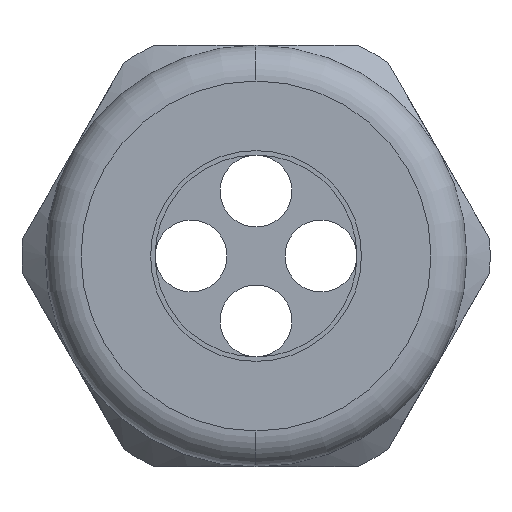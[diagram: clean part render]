
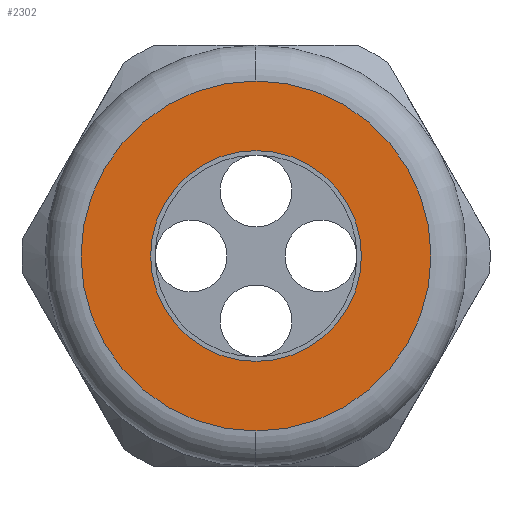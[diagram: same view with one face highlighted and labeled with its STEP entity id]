
A CAD part, left-side view. The second image highlights one B-rep face of the part: STEP entity #2302.
In plain terms, the highlighted planar face has unit normal (-1, 0, 0).
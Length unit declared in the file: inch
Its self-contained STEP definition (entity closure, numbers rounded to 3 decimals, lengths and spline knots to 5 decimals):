
#1746 = VERTEX_POINT ( 'NONE', #4011 ) ;
#1748 = EDGE_CURVE ( 'NONE', #1749, #1746, #4010, .T. ) ;
#1749 = VERTEX_POINT ( 'NONE', #4005 ) ;
#1801 = EDGE_CURVE ( 'NONE', #1802, #1803, #4092, .T. ) ;
#1802 = VERTEX_POINT ( 'NONE', #4088 ) ;
#1803 = VERTEX_POINT ( 'NONE', #4087 ) ;
#2283 = EDGE_LOOP ( 'NONE', ( #2284, #2286 ) ) ;
#2284 = ORIENTED_EDGE ( 'NONE', *, *, #2285, .T. ) ;
#2285 = EDGE_CURVE ( 'NONE', #1803, #1802, #5062, .T. ) ;
#2286 = ORIENTED_EDGE ( 'NONE', *, *, #1801, .T. ) ;
#2302 = ADVANCED_FACE ( 'NONE', ( #5083, #5082 ), #5081, .T. ) ;
#2303 = EDGE_LOOP ( 'NONE', ( #2359, #2360 ) ) ;
#2359 = ORIENTED_EDGE ( 'NONE', *, *, #1748, .T. ) ;
#2360 = ORIENTED_EDGE ( 'NONE', *, *, #2361, .T. ) ;
#2361 = EDGE_CURVE ( 'NONE', #1746, #1749, #5226, .T. ) ;
#4005 = CARTESIAN_POINT ( 'NONE',  ( -1.41, 0., 0.39 ) ) ;
#4006 = DIRECTION ( 'NONE',  ( 0., 0., 1. ) ) ;
#4007 = DIRECTION ( 'NONE',  ( -1., 0., 0. ) ) ;
#4008 = CARTESIAN_POINT ( 'NONE',  ( -1.41, 0., 0. ) ) ;
#4009 = AXIS2_PLACEMENT_3D ( 'NONE', #4008, #4007, #4006 ) ;
#4010 = CIRCLE ( 'NONE', #4009, 0.39 ) ;
#4011 = CARTESIAN_POINT ( 'NONE',  ( -1.41, 0., -0.39 ) ) ;
#4087 = CARTESIAN_POINT ( 'NONE',  ( -1.41, 0., -0.235 ) ) ;
#4088 = CARTESIAN_POINT ( 'NONE',  ( -1.41, 0., 0.235 ) ) ;
#4089 = DIRECTION ( 'NONE',  ( 0., 0., -1. ) ) ;
#4090 = DIRECTION ( 'NONE',  ( 1., 0., 0. ) ) ;
#4091 = AXIS2_PLACEMENT_3D ( 'NONE', #4098, #4090, #4089 ) ;
#4092 = CIRCLE ( 'NONE', #4091, 0.235 ) ;
#4098 = CARTESIAN_POINT ( 'NONE',  ( -1.41, 0., 0. ) ) ;
#5049 = DIRECTION ( 'NONE',  ( 0., 0., -1. ) ) ;
#5050 = DIRECTION ( 'NONE',  ( 1., 0., 0. ) ) ;
#5061 = AXIS2_PLACEMENT_3D ( 'NONE', #5064, #5050, #5049 ) ;
#5062 = CIRCLE ( 'NONE', #5061, 0.235 ) ;
#5064 = CARTESIAN_POINT ( 'NONE',  ( -1.41, 0., 0. ) ) ;
#5077 = DIRECTION ( 'NONE',  ( 0., 0., 1. ) ) ;
#5078 = DIRECTION ( 'NONE',  ( -1., 0., 0. ) ) ;
#5079 = CARTESIAN_POINT ( 'NONE',  ( -1.41, 0.47, 0. ) ) ;
#5080 = AXIS2_PLACEMENT_3D ( 'NONE', #5079, #5078, #5077 ) ;
#5081 = PLANE ( 'NONE',  #5080 ) ;
#5082 = FACE_BOUND ( 'NONE', #2283, .T. ) ;
#5083 = FACE_OUTER_BOUND ( 'NONE', #2303, .T. ) ;
#5222 = DIRECTION ( 'NONE',  ( 0., 0., 1. ) ) ;
#5223 = DIRECTION ( 'NONE',  ( -1., 0., 0. ) ) ;
#5224 = CARTESIAN_POINT ( 'NONE',  ( -1.41, 0., 0. ) ) ;
#5225 = AXIS2_PLACEMENT_3D ( 'NONE', #5224, #5223, #5222 ) ;
#5226 = CIRCLE ( 'NONE', #5225, 0.39 ) ;
